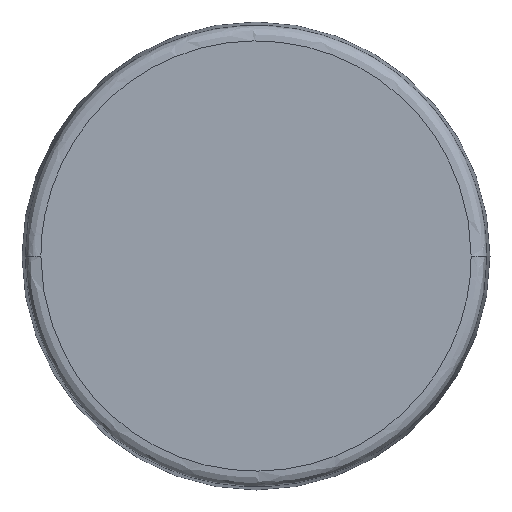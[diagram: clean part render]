
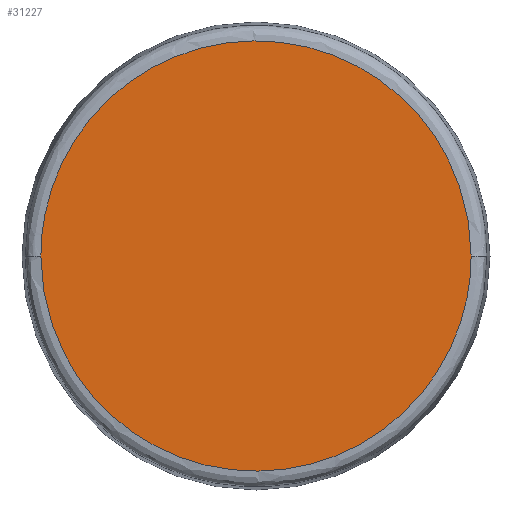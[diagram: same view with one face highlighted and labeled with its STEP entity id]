
A CAD part, front view. The second image highlights one B-rep face of the part: STEP entity #31227.
In plain terms, the highlighted face is planar.
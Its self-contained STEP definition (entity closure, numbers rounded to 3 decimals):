
#845 = CARTESIAN_POINT ( 'NONE',  ( -1.828, -13.789, -5.96 ) ) ;
#2068 = CARTESIAN_POINT ( 'NONE',  ( 11.043, 8.458, -5.96 ) ) ;
#3863 = CARTESIAN_POINT ( 'NONE',  ( -8.458, -11.043, -5.96 ) ) ;
#4738 = CARTESIAN_POINT ( 'NONE',  ( -13.789, 1.828, -5.96 ) ) ;
#5725 = CARTESIAN_POINT ( 'NONE',  ( -13.789, 0., -5.96 ) ) ;
#6399 = CARTESIAN_POINT ( 'NONE',  ( 13.789, 0., -5.96 ) ) ;
#6780 = CARTESIAN_POINT ( 'NONE',  ( 13.789, 0., -5.96 ) ) ;
#6943 = CARTESIAN_POINT ( 'NONE',  ( -13.789, 0., -5.96 ) ) ;
#7600 = DIRECTION ( 'NONE',  ( 0., 0., 1. ) ) ;
#7862 = EDGE_CURVE ( 'NONE', #16940, #28973, #21290, .T. ) ;
#7930 = DIRECTION ( 'NONE',  ( 1., 0., 0. ) ) ;
#8911 = CARTESIAN_POINT ( 'NONE',  ( 11.043, -8.458, -5.96 ) ) ;
#9468 = CARTESIAN_POINT ( 'NONE',  ( 1.828, 13.789, -5.96 ) ) ;
#9951 = CARTESIAN_POINT ( 'NONE',  ( -13.439, 3.588, -5.96 ) ) ;
#10814 = ORIENTED_EDGE ( 'NONE', *, *, #7862, .T. ) ;
#11093 = CARTESIAN_POINT ( 'NONE',  ( -13.789, -1.828, -5.96 ) ) ;
#11986 = CARTESIAN_POINT ( 'NONE',  ( -8.458, 11.043, -5.96 ) ) ;
#12319 = CARTESIAN_POINT ( 'NONE',  ( 12.04, 6.966, -5.96 ) ) ;
#12425 = AXIS2_PLACEMENT_3D ( 'NONE', #23394, #7600, #7930 ) ;
#13610 = CARTESIAN_POINT ( 'NONE',  ( -6.966, -12.04, -5.96 ) ) ;
#14816 = CARTESIAN_POINT ( 'NONE',  ( -6.966, 12.04, -5.96 ) ) ;
#15631 = PLANE ( 'NONE',  #12425 ) ;
#16122 = CARTESIAN_POINT ( 'NONE',  ( 12.04, -6.966, -5.96 ) ) ;
#16940 = VERTEX_POINT ( 'NONE', #21459 ) ;
#17176 = CARTESIAN_POINT ( 'NONE',  ( -1.828, 13.789, -5.96 ) ) ;
#17505 = CARTESIAN_POINT ( 'NONE',  ( 8.458, 11.043, -5.96 ) ) ;
#18825 = CARTESIAN_POINT ( 'NONE',  ( 1.828, -13.789, -5.96 ) ) ;
#20697 = FACE_OUTER_BOUND ( 'NONE', #26779, .T. ) ;
#21039 = B_SPLINE_CURVE_WITH_KNOTS ( 'NONE', 3,
 ( #6943, #4738, #9951, #32365, #32529, #11986, #14816, #32858, #17176, #9468, #25103, #24934, #17505, #2068, #12319, #27300, #22406, #6780 ),
 .UNSPECIFIED., .F., .F.,
 ( 4, 2, 2, 2, 2, 2, 2, 2, 4 ),
 ( 0.5, 0.563, 0.625, 0.688, 0.75, 0.813, 0.875, 0.938, 1. ),
 .UNSPECIFIED. ) ;
#21290 = B_SPLINE_CURVE_WITH_KNOTS ( 'NONE', 3,
 ( #6399, #31972, #26749, #16122, #8911, #26409, #29444, #26921, #18825, #845, #23712, #13610, #3863, #23879, #29109, #24386, #11093, #5725 ),
 .UNSPECIFIED., .F., .F.,
 ( 4, 2, 2, 2, 2, 2, 2, 2, 4 ),
 ( 0., 0.063, 0.125, 0.188, 0.25, 0.313, 0.375, 0.438, 0.5 ),
 .UNSPECIFIED. ) ;
#21459 = CARTESIAN_POINT ( 'NONE',  ( 13.789, 0., -5.96 ) ) ;
#22406 = CARTESIAN_POINT ( 'NONE',  ( 13.789, 1.829, -5.96 ) ) ;
#23214 = EDGE_CURVE ( 'NONE', #28973, #16940, #21039, .T. ) ;
#23394 = CARTESIAN_POINT ( 'NONE',  ( 0., 0., -5.96 ) ) ;
#23712 = CARTESIAN_POINT ( 'NONE',  ( -3.588, -13.439, -5.96 ) ) ;
#23841 = CARTESIAN_POINT ( 'NONE',  ( -13.789, 0., -5.96 ) ) ;
#23879 = CARTESIAN_POINT ( 'NONE',  ( -11.043, -8.458, -5.96 ) ) ;
#24386 = CARTESIAN_POINT ( 'NONE',  ( -13.439, -3.588, -5.96 ) ) ;
#24934 = CARTESIAN_POINT ( 'NONE',  ( 6.966, 12.04, -5.96 ) ) ;
#25103 = CARTESIAN_POINT ( 'NONE',  ( 3.588, 13.439, -5.96 ) ) ;
#26409 = CARTESIAN_POINT ( 'NONE',  ( 8.458, -11.043, -5.96 ) ) ;
#26749 = CARTESIAN_POINT ( 'NONE',  ( 13.439, -3.588, -5.96 ) ) ;
#26779 = EDGE_LOOP ( 'NONE', ( #10814, #28297 ) ) ;
#26921 = CARTESIAN_POINT ( 'NONE',  ( 3.588, -13.439, -5.96 ) ) ;
#27300 = CARTESIAN_POINT ( 'NONE',  ( 13.439, 3.588, -5.96 ) ) ;
#28297 = ORIENTED_EDGE ( 'NONE', *, *, #23214, .T. ) ;
#28973 = VERTEX_POINT ( 'NONE', #23841 ) ;
#29109 = CARTESIAN_POINT ( 'NONE',  ( -12.04, -6.966, -5.96 ) ) ;
#29444 = CARTESIAN_POINT ( 'NONE',  ( 6.966, -12.04, -5.96 ) ) ;
#31227 = ADVANCED_FACE ( 'NONE', ( #20697 ), #15631, .F. ) ;
#31972 = CARTESIAN_POINT ( 'NONE',  ( 13.789, -1.828, -5.96 ) ) ;
#32365 = CARTESIAN_POINT ( 'NONE',  ( -12.04, 6.966, -5.96 ) ) ;
#32529 = CARTESIAN_POINT ( 'NONE',  ( -11.043, 8.458, -5.96 ) ) ;
#32858 = CARTESIAN_POINT ( 'NONE',  ( -3.588, 13.439, -5.96 ) ) ;
